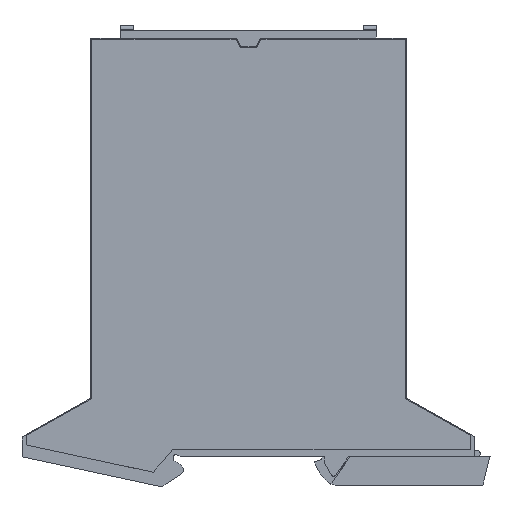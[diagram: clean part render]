
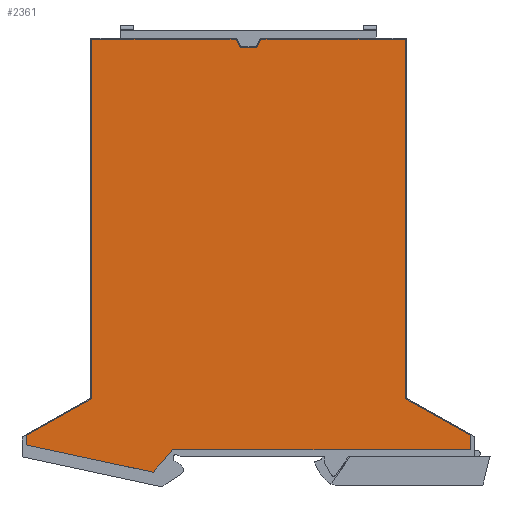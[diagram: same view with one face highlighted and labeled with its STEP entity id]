
A CAD part, left-side view. The second image highlights one B-rep face of the part: STEP entity #2361.
In plain terms, the highlighted planar face has unit normal (-1, 0, 0).
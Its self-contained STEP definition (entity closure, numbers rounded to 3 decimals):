
#2199=AXIS2_PLACEMENT_3D('Plane Axis2P3D',#2196,#2197,#2198) ;
#2196=CARTESIAN_POINT('Axis2P3D Location',(0.,56.402,7.237)) ;
#2202=CARTESIAN_POINT('Control Point',(0.,54.457,102.837)) ;
#2203=CARTESIAN_POINT('Control Point',(0.,55.754,102.837)) ;
#2204=CARTESIAN_POINT('Control Point',(0.,57.05,102.837)) ;
#2205=CARTESIAN_POINT('Control Point',(0.,58.347,102.837)) ;
#2206=CARTESIAN_POINT('Vertex',(0.,54.457,102.837)) ;
#2208=CARTESIAN_POINT('Vertex',(0.,58.347,102.837)) ;
#2211=CARTESIAN_POINT('Line Origine',(0.,58.79,103.787)) ;
#2215=CARTESIAN_POINT('Vertex',(0.,59.233,104.737)) ;
#2218=CARTESIAN_POINT('Line Origine',(0.,60.983,104.737)) ;
#2222=CARTESIAN_POINT('Vertex',(0.,62.733,104.737)) ;
#2226=CARTESIAN_POINT('Control Point',(0.,62.733,104.737)) ;
#2227=CARTESIAN_POINT('Control Point',(0.,72.822,104.737)) ;
#2228=CARTESIAN_POINT('Control Point',(0.,82.912,104.737)) ;
#2229=CARTESIAN_POINT('Control Point',(0.,93.002,104.737)) ;
#2230=CARTESIAN_POINT('Vertex',(0.,93.002,104.737)) ;
#2234=CARTESIAN_POINT('Control Point',(0.,93.002,104.737)) ;
#2235=CARTESIAN_POINT('Control Point',(0.,93.002,76.753)) ;
#2236=CARTESIAN_POINT('Control Point',(0.,93.002,48.768)) ;
#2237=CARTESIAN_POINT('Control Point',(0.,93.002,20.784)) ;
#2238=CARTESIAN_POINT('Vertex',(0.,93.002,20.784)) ;
#2242=CARTESIAN_POINT('Control Point',(0.,93.002,20.784)) ;
#2243=CARTESIAN_POINT('Control Point',(0.,98.079,17.94)) ;
#2244=CARTESIAN_POINT('Control Point',(0.,103.157,15.097)) ;
#2245=CARTESIAN_POINT('Control Point',(0.,108.234,12.253)) ;
#2246=CARTESIAN_POINT('Vertex',(0.,108.234,12.253)) ;
#2250=CARTESIAN_POINT('Control Point',(0.,108.234,12.253)) ;
#2251=CARTESIAN_POINT('Control Point',(0.,108.234,11.497)) ;
#2252=CARTESIAN_POINT('Control Point',(0.,108.234,10.741)) ;
#2253=CARTESIAN_POINT('Control Point',(0.,108.234,9.985)) ;
#2254=CARTESIAN_POINT('Vertex',(0.,108.234,9.985)) ;
#2258=CARTESIAN_POINT('Control Point',(0.,108.234,9.985)) ;
#2259=CARTESIAN_POINT('Control Point',(0.,98.383,7.865)) ;
#2260=CARTESIAN_POINT('Control Point',(0.,88.532,5.746)) ;
#2261=CARTESIAN_POINT('Control Point',(0.,78.681,3.626)) ;
#2262=CARTESIAN_POINT('Vertex',(0.,78.681,3.626)) ;
#2266=CARTESIAN_POINT('Control Point',(0.,78.681,3.626)) ;
#2267=CARTESIAN_POINT('Control Point',(0.,77.323,5.181)) ;
#2268=CARTESIAN_POINT('Control Point',(0.,75.965,6.735)) ;
#2269=CARTESIAN_POINT('Control Point',(0.,74.607,8.29)) ;
#2270=CARTESIAN_POINT('Vertex',(0.,74.607,8.29)) ;
#2274=CARTESIAN_POINT('Control Point',(0.,74.607,8.29)) ;
#2275=CARTESIAN_POINT('Control Point',(0.,74.605,8.292)) ;
#2276=CARTESIAN_POINT('Control Point',(0.,74.604,8.294)) ;
#2277=CARTESIAN_POINT('Control Point',(0.,74.602,8.296)) ;
#2278=CARTESIAN_POINT('Vertex',(0.,74.602,8.296)) ;
#2282=CARTESIAN_POINT('Control Point',(0.,74.602,8.296)) ;
#2283=CARTESIAN_POINT('Control Point',(0.,74.444,8.476)) ;
#2284=CARTESIAN_POINT('Control Point',(0.,74.286,8.657)) ;
#2285=CARTESIAN_POINT('Control Point',(0.,74.129,8.837)) ;
#2286=CARTESIAN_POINT('Vertex',(0.,74.129,8.837)) ;
#2290=CARTESIAN_POINT('Control Point',(0.,74.129,8.837)) ;
#2291=CARTESIAN_POINT('Control Point',(0.,50.942,8.837)) ;
#2292=CARTESIAN_POINT('Control Point',(0.,27.756,8.837)) ;
#2293=CARTESIAN_POINT('Control Point',(0.,4.57,8.837)) ;
#2294=CARTESIAN_POINT('Vertex',(0.,4.57,8.837)) ;
#2298=CARTESIAN_POINT('Control Point',(0.,4.57,8.837)) ;
#2299=CARTESIAN_POINT('Control Point',(0.,4.57,9.976)) ;
#2300=CARTESIAN_POINT('Control Point',(0.,4.57,11.115)) ;
#2301=CARTESIAN_POINT('Control Point',(0.,4.57,12.253)) ;
#2302=CARTESIAN_POINT('Vertex',(0.,4.57,12.253)) ;
#2306=CARTESIAN_POINT('Control Point',(0.,4.57,12.253)) ;
#2307=CARTESIAN_POINT('Control Point',(0.,9.647,15.097)) ;
#2308=CARTESIAN_POINT('Control Point',(0.,14.725,17.94)) ;
#2309=CARTESIAN_POINT('Control Point',(0.,19.802,20.784)) ;
#2310=CARTESIAN_POINT('Vertex',(0.,19.802,20.784)) ;
#2314=CARTESIAN_POINT('Control Point',(0.,19.802,20.784)) ;
#2315=CARTESIAN_POINT('Control Point',(0.,19.802,48.768)) ;
#2316=CARTESIAN_POINT('Control Point',(0.,19.802,76.753)) ;
#2317=CARTESIAN_POINT('Control Point',(0.,19.802,104.737)) ;
#2318=CARTESIAN_POINT('Vertex',(0.,19.802,104.737)) ;
#2322=CARTESIAN_POINT('Control Point',(0.,19.802,104.737)) ;
#2323=CARTESIAN_POINT('Control Point',(0.,29.892,104.737)) ;
#2324=CARTESIAN_POINT('Control Point',(0.,39.981,104.737)) ;
#2325=CARTESIAN_POINT('Control Point',(0.,50.071,104.737)) ;
#2326=CARTESIAN_POINT('Vertex',(0.,50.071,104.737)) ;
#2329=CARTESIAN_POINT('Line Origine',(0.,51.821,104.737)) ;
#2333=CARTESIAN_POINT('Vertex',(0.,53.571,104.737)) ;
#2336=CARTESIAN_POINT('Line Origine',(0.,54.014,103.787)) ;
#2197=DIRECTION('Axis2P3D Direction',(-1.,0.,0.)) ;
#2198=DIRECTION('Axis2P3D XDirection',(0.,1.,0.)) ;
#2212=DIRECTION('Vector Direction',(0.,0.423,0.906)) ;
#2219=DIRECTION('Vector Direction',(0.,1.,0.)) ;
#2330=DIRECTION('Vector Direction',(0.,1.,0.)) ;
#2337=DIRECTION('Vector Direction',(0.,-0.423,0.906)) ;
#2213=VECTOR('Line Direction',#2212,1.) ;
#2220=VECTOR('Line Direction',#2219,1.) ;
#2331=VECTOR('Line Direction',#2330,1.) ;
#2338=VECTOR('Line Direction',#2337,1.) ;
#2342=ORIENTED_EDGE('',*,*,#2210,.T.) ;
#2343=ORIENTED_EDGE('',*,*,#2217,.T.) ;
#2344=ORIENTED_EDGE('',*,*,#2224,.T.) ;
#2345=ORIENTED_EDGE('',*,*,#2232,.T.) ;
#2346=ORIENTED_EDGE('',*,*,#2240,.T.) ;
#2347=ORIENTED_EDGE('',*,*,#2248,.T.) ;
#2348=ORIENTED_EDGE('',*,*,#2256,.T.) ;
#2349=ORIENTED_EDGE('',*,*,#2264,.T.) ;
#2350=ORIENTED_EDGE('',*,*,#2272,.T.) ;
#2351=ORIENTED_EDGE('',*,*,#2280,.T.) ;
#2352=ORIENTED_EDGE('',*,*,#2288,.T.) ;
#2353=ORIENTED_EDGE('',*,*,#2296,.T.) ;
#2354=ORIENTED_EDGE('',*,*,#2304,.T.) ;
#2355=ORIENTED_EDGE('',*,*,#2312,.T.) ;
#2356=ORIENTED_EDGE('',*,*,#2320,.T.) ;
#2357=ORIENTED_EDGE('',*,*,#2328,.T.) ;
#2358=ORIENTED_EDGE('',*,*,#2335,.T.) ;
#2359=ORIENTED_EDGE('',*,*,#2340,.T.) ;
#2361=ADVANCED_FACE('BASE',(#2360),#2200,.T.) ;
#2201=B_SPLINE_CURVE_WITH_KNOTS('',3,(#2202,#2203,#2204,#2205),.UNSPECIFIED.,.F.,.U.,(4,4),(3.5,7.39),.UNSPECIFIED.) ;
#2225=B_SPLINE_CURVE_WITH_KNOTS('',3,(#2226,#2227,#2228,#2229),.UNSPECIFIED.,.F.,.U.,(4,4),(0.,30.269),.UNSPECIFIED.) ;
#2233=B_SPLINE_CURVE_WITH_KNOTS('',3,(#2234,#2235,#2236,#2237),.UNSPECIFIED.,.F.,.U.,(4,4),(0.,83.953),.UNSPECIFIED.) ;
#2241=B_SPLINE_CURVE_WITH_KNOTS('',3,(#2242,#2243,#2244,#2245),.UNSPECIFIED.,.F.,.U.,(4,4),(0.,17.458),.UNSPECIFIED.) ;
#2249=B_SPLINE_CURVE_WITH_KNOTS('',3,(#2250,#2251,#2252,#2253),.UNSPECIFIED.,.F.,.U.,(4,4),(0.,2.269),.UNSPECIFIED.) ;
#2257=B_SPLINE_CURVE_WITH_KNOTS('',3,(#2258,#2259,#2260,#2261),.UNSPECIFIED.,.F.,.U.,(4,4),(0.,30.229),.UNSPECIFIED.) ;
#2265=B_SPLINE_CURVE_WITH_KNOTS('',3,(#2266,#2267,#2268,#2269),.UNSPECIFIED.,.F.,.U.,(4,4),(0.,6.193),.UNSPECIFIED.) ;
#2273=B_SPLINE_CURVE_WITH_KNOTS('',3,(#2274,#2275,#2276,#2277),.UNSPECIFIED.,.F.,.U.,(4,4),(0.,0.007),.UNSPECIFIED.) ;
#2281=B_SPLINE_CURVE_WITH_KNOTS('',3,(#2282,#2283,#2284,#2285),.UNSPECIFIED.,.F.,.U.,(4,4),(0.,0.719),.UNSPECIFIED.) ;
#2289=B_SPLINE_CURVE_WITH_KNOTS('',3,(#2290,#2291,#2292,#2293),.UNSPECIFIED.,.F.,.U.,(4,4),(0.,69.559),.UNSPECIFIED.) ;
#2297=B_SPLINE_CURVE_WITH_KNOTS('',3,(#2298,#2299,#2300,#2301),.UNSPECIFIED.,.F.,.U.,(4,4),(0.,3.416),.UNSPECIFIED.) ;
#2305=B_SPLINE_CURVE_WITH_KNOTS('',3,(#2306,#2307,#2308,#2309),.UNSPECIFIED.,.F.,.U.,(4,4),(0.,17.458),.UNSPECIFIED.) ;
#2313=B_SPLINE_CURVE_WITH_KNOTS('',3,(#2314,#2315,#2316,#2317),.UNSPECIFIED.,.F.,.U.,(4,4),(0.,83.953),.UNSPECIFIED.) ;
#2321=B_SPLINE_CURVE_WITH_KNOTS('',3,(#2322,#2323,#2324,#2325),.UNSPECIFIED.,.F.,.U.,(4,4),(0.,30.269),.UNSPECIFIED.) ;
#2210=EDGE_CURVE('',#2207,#2209,#2201,.T.) ;
#2217=EDGE_CURVE('',#2209,#2216,#2214,.T.) ;
#2224=EDGE_CURVE('',#2216,#2223,#2221,.T.) ;
#2232=EDGE_CURVE('',#2223,#2231,#2225,.T.) ;
#2240=EDGE_CURVE('',#2231,#2239,#2233,.T.) ;
#2248=EDGE_CURVE('',#2239,#2247,#2241,.T.) ;
#2256=EDGE_CURVE('',#2247,#2255,#2249,.T.) ;
#2264=EDGE_CURVE('',#2255,#2263,#2257,.T.) ;
#2272=EDGE_CURVE('',#2263,#2271,#2265,.T.) ;
#2280=EDGE_CURVE('',#2271,#2279,#2273,.T.) ;
#2288=EDGE_CURVE('',#2279,#2287,#2281,.T.) ;
#2296=EDGE_CURVE('',#2287,#2295,#2289,.T.) ;
#2304=EDGE_CURVE('',#2295,#2303,#2297,.T.) ;
#2312=EDGE_CURVE('',#2303,#2311,#2305,.T.) ;
#2320=EDGE_CURVE('',#2311,#2319,#2313,.T.) ;
#2328=EDGE_CURVE('',#2319,#2327,#2321,.T.) ;
#2335=EDGE_CURVE('',#2327,#2334,#2332,.T.) ;
#2340=EDGE_CURVE('',#2334,#2207,#2339,.F.) ;
#2341=EDGE_LOOP('',(#2342,#2343,#2344,#2345,#2346,#2347,#2348,#2349,#2350,#2351,#2352,#2353,#2354,#2355,#2356,#2357,#2358,#2359)) ;
#2360=FACE_OUTER_BOUND('',#2341,.T.) ;
#2214=LINE('Line',#2211,#2213) ;
#2221=LINE('Line',#2218,#2220) ;
#2332=LINE('Line',#2329,#2331) ;
#2339=LINE('Line',#2336,#2338) ;
#2200=PLANE('',#2199) ;
#2207=VERTEX_POINT('',#2206) ;
#2209=VERTEX_POINT('',#2208) ;
#2216=VERTEX_POINT('',#2215) ;
#2223=VERTEX_POINT('',#2222) ;
#2231=VERTEX_POINT('',#2230) ;
#2239=VERTEX_POINT('',#2238) ;
#2247=VERTEX_POINT('',#2246) ;
#2255=VERTEX_POINT('',#2254) ;
#2263=VERTEX_POINT('',#2262) ;
#2271=VERTEX_POINT('',#2270) ;
#2279=VERTEX_POINT('',#2278) ;
#2287=VERTEX_POINT('',#2286) ;
#2295=VERTEX_POINT('',#2294) ;
#2303=VERTEX_POINT('',#2302) ;
#2311=VERTEX_POINT('',#2310) ;
#2319=VERTEX_POINT('',#2318) ;
#2327=VERTEX_POINT('',#2326) ;
#2334=VERTEX_POINT('',#2333) ;
